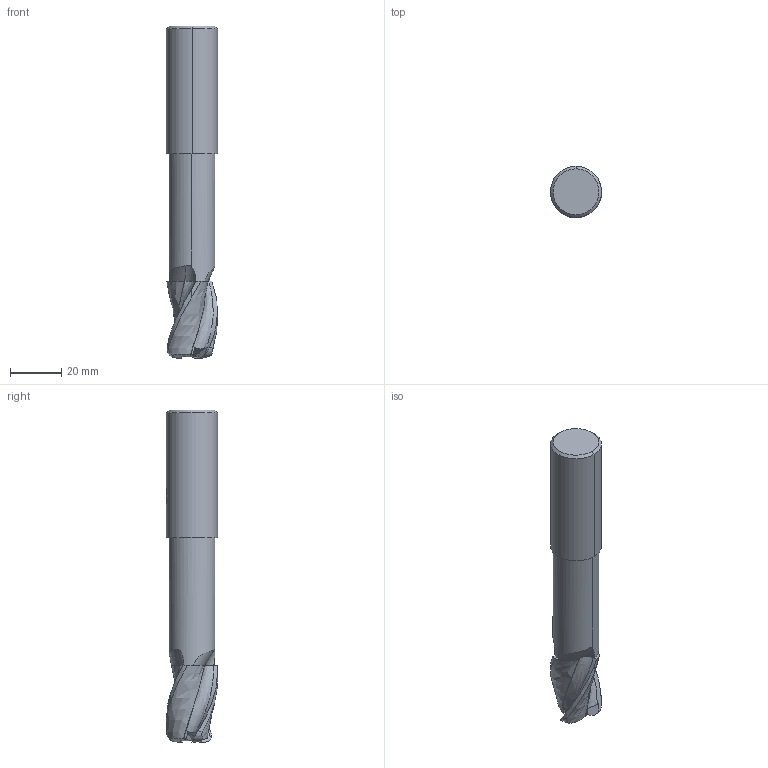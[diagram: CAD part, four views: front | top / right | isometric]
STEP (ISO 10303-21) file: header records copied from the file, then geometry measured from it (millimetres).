
FILE_DESCRIPTION(('no description'),'unknown implementation level');
FILE_NAME('solidYnXp_5FE7Uk6Bk3WR6C_v5hJph4_1.STP',' ',('CIM GmbH Aachen'),('CADClick - KiM GmbH - www.kimweb.de'),'unknown preprocess','ACIS','unknown authorization');
FILE_SCHEMA(('automotive_design'));
Length unit declared in the file: millimetre
Products named in the file (2): 1; 2
Bounding box: 20 x 20 x 130 mm (x, y, z)
Volume: 33088.6 mm3; surface area: 10120.3 mm2
Topology: 2 solids, 2 shells, 86 faces, 250 edges, 168 vertices
Faces by surface type: plane 39, cylinder 15, bspline 12, revolution 9, cone 7, torus 4
Entity records: 9802 total; most frequent: CARTESIAN_POINT 4831, STYLED_ITEM 506, PRESENTATION_STYLE_ASSIGNMENT 506, COLOUR_RGB 506, ORIENTED_EDGE 500, DIRECTION 382, EDGE_CURVE 250, CURVE_STYLE 250
